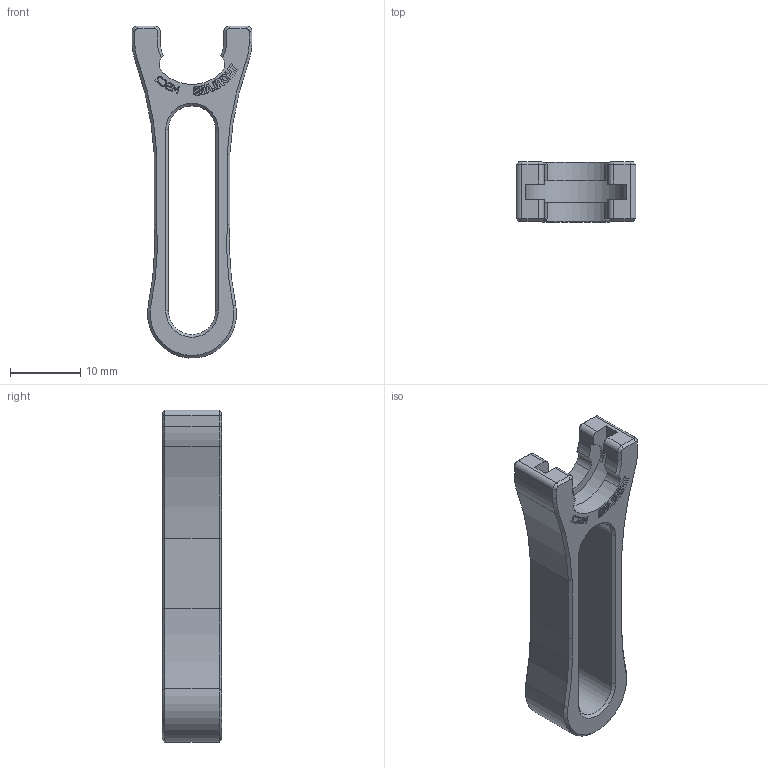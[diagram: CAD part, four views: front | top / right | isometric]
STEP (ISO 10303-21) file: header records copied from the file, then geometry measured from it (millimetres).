
FILE_DESCRIPTION(/* description */ (''),/* implementation_level */ '2;1');
FILE_NAME(/* name */ 'Plate (Background Screen Modification)_MSC2 Modified.step',/* time_stamp */ '2024-06-17T18:04:21-04:00',/* author */ (''),/* organization */ (''),/* preprocessor_version */ 'ST-DEVELOPER v20',/* originating_system */ 'Autodesk Translation Framework v12.20.1.177',/* authorisation */ '');
FILE_SCHEMA (('AUTOMOTIVE_DESIGN { 1 0 10303 214 3 1 1 }'));
Length unit declared in the file: millimetre
Products named in the file (1): Plate (Background Screen Modification)_MSC2 Modified
Bounding box: 17.08 x 8.48 x 47.35 mm (x, y, z)
Volume: 2301.8 mm3; surface area: 2337.1 mm2
Topology: 1 solids, 1 shells, 544 faces, 1464 edges, 960 vertices
Faces by surface type: bspline 290, plane 192, cone 30, cylinder 30, sphere 2
Entity records: 23359 total; most frequent: CARTESIAN_POINT 11419, ORIENTED_EDGE 2928, DIRECTION 1628, EDGE_CURVE 1464, VERTEX_POINT 960, LINE 778, VECTOR 778, EDGE_LOOP 584
